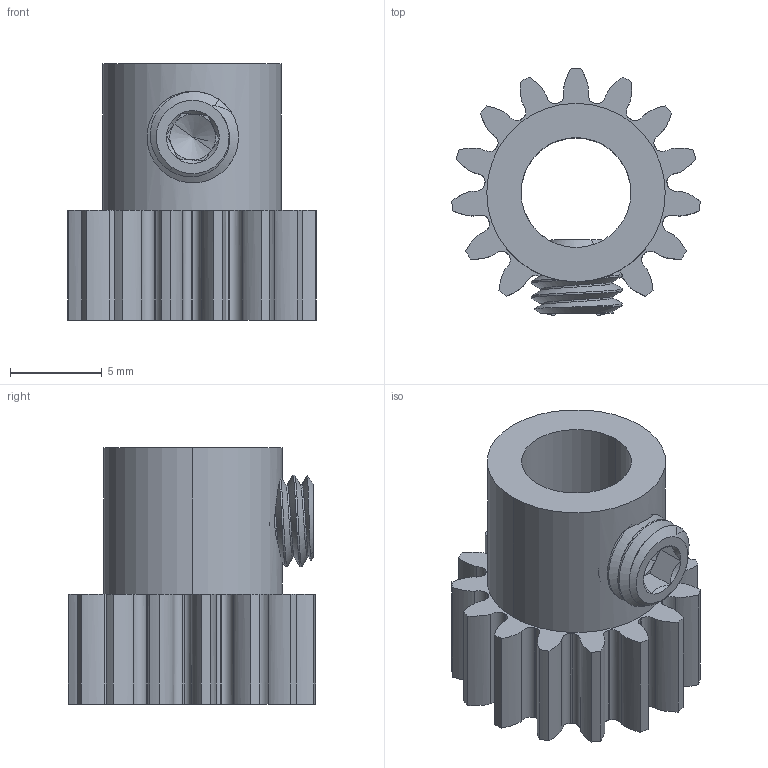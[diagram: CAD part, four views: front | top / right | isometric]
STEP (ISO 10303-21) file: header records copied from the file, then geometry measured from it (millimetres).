
FILE_DESCRIPTION (( 'STEP AP203' ), '1' );
FILE_NAME ('2304-0006-0015 assembly.STEP', '2021-06-22T15:15:24', ( '' ), ( '' ), 'SwSTEP 2.0', 'SolidWorks 2016', '' );
FILE_SCHEMA (( 'CONFIG_CONTROL_DESIGN' ));
Length unit declared in the file: inch
Products named in the file (3): 2304-0006-0015 assembly; 2806-0005-0004_91390A117; 2304-0006-0015_Gear Blank
Assembly tree (2 placements, depth 2):
  2304-0006-0015 assembly
    2304-0006-0015_Gear Blank
    2806-0005-0004_91390A117
Bounding box: 13.57 x 13.5 x 14 mm (x, y, z)
Volume: 880 mm3; surface area: 1254.5 mm2
Topology: 2 solids, 2 shells, 191 faces, 535 edges, 347 vertices
Faces by surface type: bspline 71, cylinder 58, plane 46, cone 16
Entity records: 16016 total; most frequent: CARTESIAN_POINT 11431, ORIENTED_EDGE 1062, DIRECTION 653, EDGE_CURVE 531, VERTEX_POINT 347, LINE 227, VECTOR 227, AXIS2_PLACEMENT_3D 213
